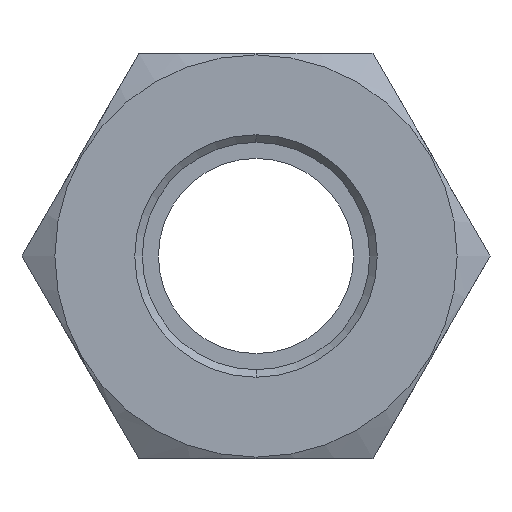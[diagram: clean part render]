
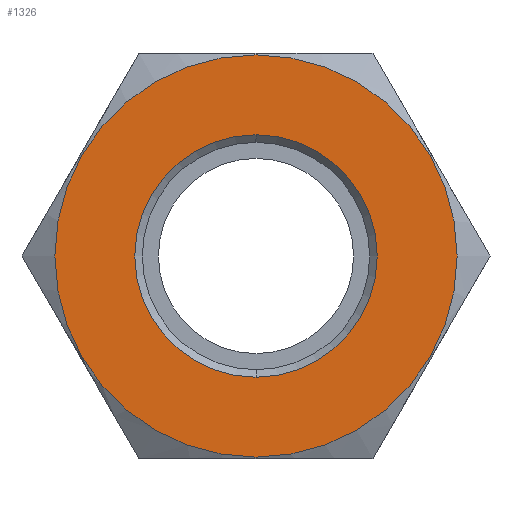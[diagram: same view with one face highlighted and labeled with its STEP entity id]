
A CAD part, front view. The second image highlights one B-rep face of the part: STEP entity #1326.
In plain terms, the highlighted planar face has unit normal (0, -1, 0).
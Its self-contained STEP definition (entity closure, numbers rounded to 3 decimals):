
#10 = EDGE_CURVE ( 'NONE', #1055, #1046, #1495, .T. ) ;
#11 = EDGE_CURVE ( 'NONE', #1063, #1058, #1460, .T. ) ;
#148 = PLANE ( 'NONE',  #1484 ) ;
#149 = CARTESIAN_POINT ( 'NONE',  ( -13.4, -26.762, 0. ) ) ;
#150 = DIRECTION ( 'NONE',  ( 0., 1., 0. ) ) ;
#151 = DIRECTION ( 'NONE',  ( 0., 0., -1. ) ) ;
#446 = CARTESIAN_POINT ( 'NONE',  ( 0., -26.762, 0. ) ) ;
#447 = DIRECTION ( 'NONE',  ( 0., 1., 0. ) ) ;
#448 = DIRECTION ( 'NONE',  ( 0., 0., -1. ) ) ;
#453 = CARTESIAN_POINT ( 'NONE',  ( 0., -26.762, 0. ) ) ;
#454 = DIRECTION ( 'NONE',  ( 0., -1., 0. ) ) ;
#455 = DIRECTION ( 'NONE',  ( 0., 0., 1. ) ) ;
#709 = ORIENTED_EDGE ( 'NONE', *, *, #11, .T. ) ;
#710 = ORIENTED_EDGE ( 'NONE', *, *, #1406, .T. ) ;
#711 = ORIENTED_EDGE ( 'NONE', *, *, #10, .T. ) ;
#712 = ORIENTED_EDGE ( 'NONE', *, *, #1403, .T. ) ;
#904 = EDGE_LOOP ( 'NONE', ( #709, #710 ) ) ;
#980 = EDGE_LOOP ( 'NONE', ( #712, #711 ) ) ;
#1046 = VERTEX_POINT ( 'NONE', #2213 ) ;
#1055 = VERTEX_POINT ( 'NONE', #2204 ) ;
#1058 = VERTEX_POINT ( 'NONE', #2200 ) ;
#1063 = VERTEX_POINT ( 'NONE', #2195 ) ;
#1160 = FACE_OUTER_BOUND ( 'NONE', #904, .T. ) ;
#1161 = FACE_BOUND ( 'NONE', #980, .T. ) ;
#1326 = ADVANCED_FACE ( 'NONE', ( #1161, #1160 ), #148, .F. ) ;
#1403 = EDGE_CURVE ( 'NONE', #1046, #1055, #1719, .T. ) ;
#1406 = EDGE_CURVE ( 'NONE', #1058, #1063, #1698, .T. ) ;
#1460 = CIRCLE ( 'NONE', #1542, 13.4 ) ;
#1484 = AXIS2_PLACEMENT_3D ( 'NONE', #149, #150, #151 ) ;
#1495 = CIRCLE ( 'NONE', #1535, 8.075 ) ;
#1535 = AXIS2_PLACEMENT_3D ( 'NONE', #1820, #1821, #1840 ) ;
#1542 = AXIS2_PLACEMENT_3D ( 'NONE', #1812, #1814, #1813 ) ;
#1696 = AXIS2_PLACEMENT_3D ( 'NONE', #453, #454, #455 ) ;
#1698 = CIRCLE ( 'NONE', #1696, 13.4 ) ;
#1702 = AXIS2_PLACEMENT_3D ( 'NONE', #446, #447, #448 ) ;
#1719 = CIRCLE ( 'NONE', #1702, 8.075 ) ;
#1812 = CARTESIAN_POINT ( 'NONE',  ( 0., -26.762, 0. ) ) ;
#1813 = DIRECTION ( 'NONE',  ( 0., 0., 1. ) ) ;
#1814 = DIRECTION ( 'NONE',  ( 0., -1., 0. ) ) ;
#1820 = CARTESIAN_POINT ( 'NONE',  ( 0., -26.762, 0. ) ) ;
#1821 = DIRECTION ( 'NONE',  ( 0., 1., 0. ) ) ;
#1840 = DIRECTION ( 'NONE',  ( 0., 0., -1. ) ) ;
#2195 = CARTESIAN_POINT ( 'NONE',  ( 0., -26.762, -13.4 ) ) ;
#2200 = CARTESIAN_POINT ( 'NONE',  ( 0., -26.762, 13.4 ) ) ;
#2204 = CARTESIAN_POINT ( 'NONE',  ( 0., -26.762, -8.075 ) ) ;
#2213 = CARTESIAN_POINT ( 'NONE',  ( 0., -26.762, 8.075 ) ) ;
